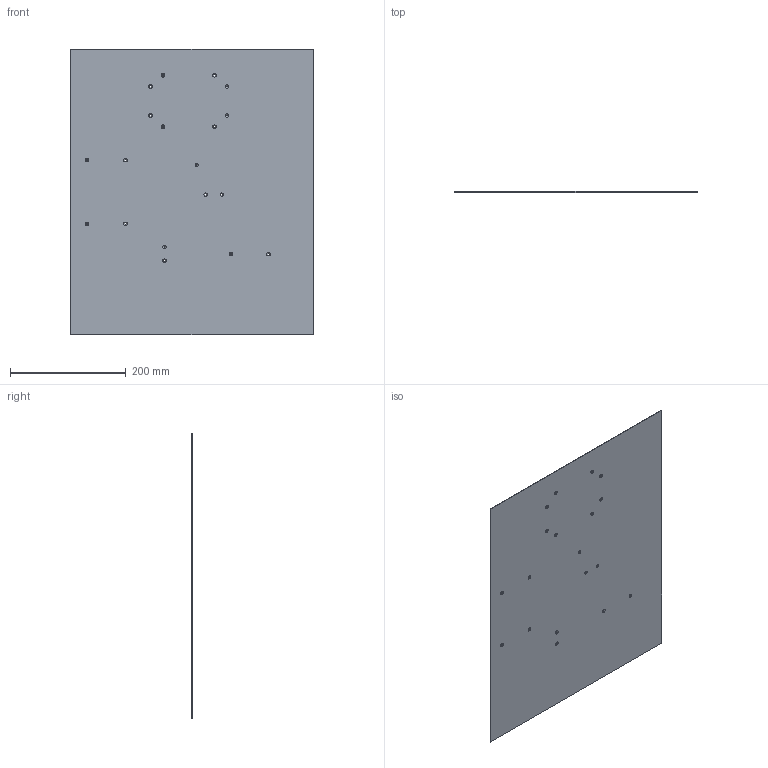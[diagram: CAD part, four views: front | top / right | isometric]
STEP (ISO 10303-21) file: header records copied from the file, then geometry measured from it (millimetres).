
FILE_DESCRIPTION(/* description */ (''),/* implementation_level */ '2;1');
FILE_NAME(/* name */ 'PCB_bottom.stp',/* time_stamp */ '2018-03-13T17:00:30-07:00',/* author */ ('Zara'),/* organization */ (''),/* preprocessor_version */ 'ST-DEVELOPER v16.5',/* originating_system */ 'Autodesk Inventor 2017',/* authorisation */ '');
FILE_SCHEMA (('AUTOMOTIVE_DESIGN { 1 0 10303 214 3 1 1 }'));
Length unit declared in the file: inch
Products named in the file (1): PDU_chassis_bottom
Bounding box: 417.83 x 1.65 x 492 mm (x, y, z)
Volume: 338865.1 mm3; surface area: 414028.5 mm2
Topology: 1 solids, 1 shells, 44 faces, 131 edges, 94 vertices
Faces by surface type: cone 19, cylinder 19, plane 6
Full cylindrical faces by diameter (mm): 2.896 x3, 3.4 x2, 3.404 x14
Entity records: 1264 total; most frequent: DIRECTION 221, CARTESIAN_POINT 194, ORIENTED_EDGE 138, EDGE_LOOP 120, AXIS2_PLACEMENT_3D 102, FACE_BOUND 76, EDGE_CURVE 69, VERTEX_POINT 65
